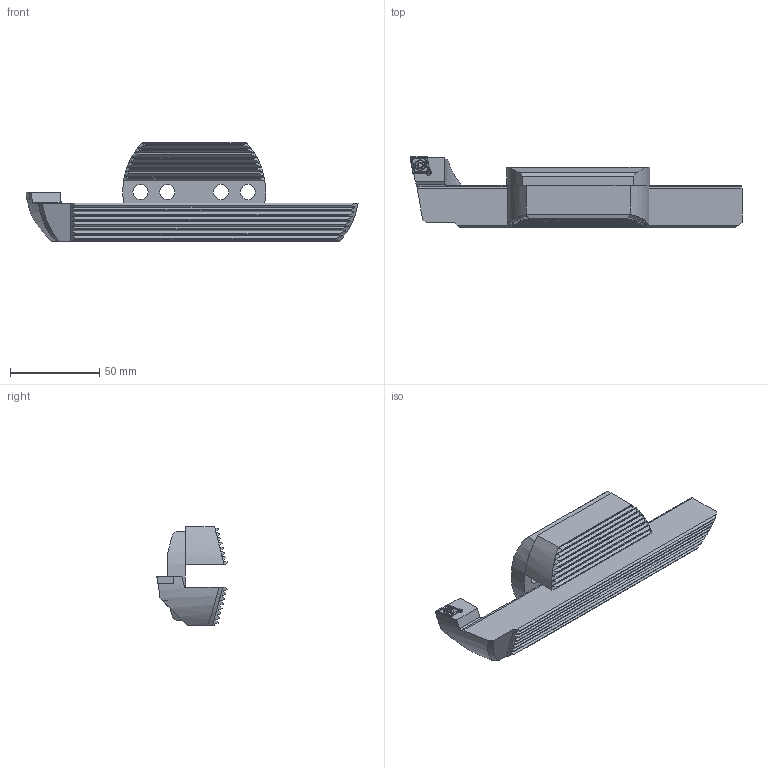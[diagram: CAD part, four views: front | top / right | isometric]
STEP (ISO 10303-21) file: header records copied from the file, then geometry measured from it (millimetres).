
FILE_DESCRIPTION (( 'STEP AP203' ), '1' );
FILE_NAME ('D54.188.302.009.STEP', '2018-02-28T10:43:12', ( 'SWIAdmin' ), ( 'Hewlett-Packard Company' ), 'SwSTEP 2.0', 'SolidWorks 2017', '' );
FILE_SCHEMA (( 'CONFIG_CONTROL_DESIGN' ));
Length unit declared in the file: millimetre
Products named in the file (7): F00-WCB.188.001_mit Wp; F00-WCB.136.002_A; F00-WCB.136.003_A; D54.188.302.009; F00-WCB.188.001_C; WCB-ER2.001.009_A; CCMT09T304
Assembly tree (6 placements, depth 3):
  D54.188.302.009
    F00-WCB.188.001_mit Wp
      F00-WCB.188.001_C
      WCB-ER2.001.009_A
      CCMT09T304
    F00-WCB.136.002_A
    F00-WCB.136.003_A
Bounding box: 185.57 x 39.4 x 55 mm (x, y, z)
Volume: 139002.1 mm3; surface area: 36711.5 mm2
Topology: 5 solids, 5 shells, 770 faces, 1964 edges, 1286 vertices
Faces by surface type: plane 462, bspline 201, cylinder 67, cone 30, torus 8, sphere 2
Entity records: 34694 total; most frequent: CARTESIAN_POINT 17017, ORIENTED_EDGE 3904, DIRECTION 2659, EDGE_CURVE 1952, VERTEX_POINT 1286, LINE 1251, VECTOR 1251, EDGE_LOOP 874
